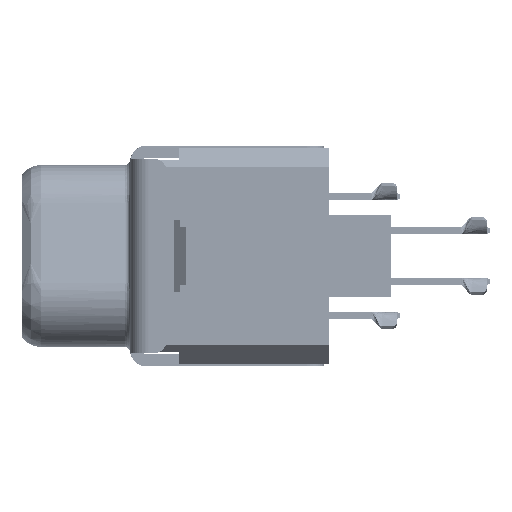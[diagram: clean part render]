
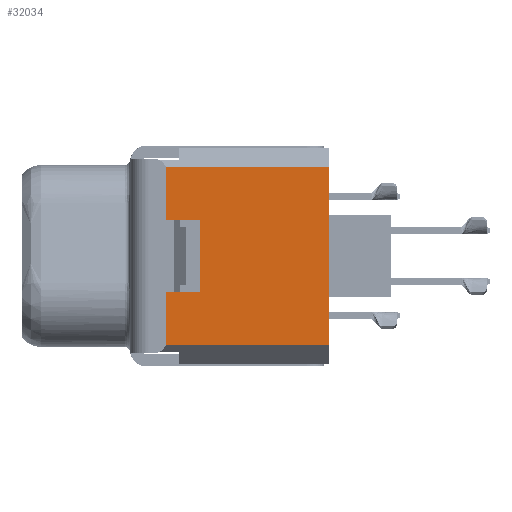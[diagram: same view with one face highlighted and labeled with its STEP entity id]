
A CAD part, left-side view. The second image highlights one B-rep face of the part: STEP entity #32034.
In plain terms, the highlighted planar face has unit normal (-1, 0, 0).
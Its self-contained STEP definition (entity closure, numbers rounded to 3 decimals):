
#31366=CARTESIAN_POINT('',(-10.475,-0.5,-1.5));
#31367=VERTEX_POINT('',#31366);
#31376=CARTESIAN_POINT('',(-10.475,-0.5,-3.65));
#31377=VERTEX_POINT('',#31376);
#31385=CARTESIAN_POINT('',(-10.475,-0.5,-3.65));
#31386=DIRECTION('',(0.,0.,1.));
#31387=VECTOR('',#31386,2.15);
#31388=LINE('',#31385,#31387);
#31389=EDGE_CURVE('',#31377,#31367,#31388,.T.);
#31399=CARTESIAN_POINT('',(-10.475,-2.4,-1.5));
#31400=VERTEX_POINT('',#31399);
#31441=CARTESIAN_POINT('',(-10.475,-0.5,-1.5));
#31442=DIRECTION('',(0.,-1.,0.));
#31443=VECTOR('',#31442,1.9);
#31444=LINE('',#31441,#31443);
#31445=EDGE_CURVE('',#31367,#31400,#31444,.T.);
#31497=CARTESIAN_POINT('',(-10.475,-2.4,1.5));
#31498=VERTEX_POINT('',#31497);
#31505=CARTESIAN_POINT('',(-10.475,-0.5,1.5));
#31506=VERTEX_POINT('',#31505);
#31507=CARTESIAN_POINT('',(-10.475,-2.4,1.5));
#31508=DIRECTION('',(0.,1.,0.));
#31509=VECTOR('',#31508,1.9);
#31510=LINE('',#31507,#31509);
#31511=EDGE_CURVE('',#31498,#31506,#31510,.T.);
#31537=CARTESIAN_POINT('',(-10.475,-0.5,3.65));
#31538=VERTEX_POINT('',#31537);
#31539=CARTESIAN_POINT('',(-10.475,-0.5,1.5));
#31540=DIRECTION('',(0.,0.,1.));
#31541=VECTOR('',#31540,2.15);
#31542=LINE('',#31539,#31541);
#31543=EDGE_CURVE('',#31506,#31538,#31542,.T.);
#31920=CARTESIAN_POINT('',(-10.475,-7.7,-3.65));
#31921=VERTEX_POINT('',#31920);
#31928=CARTESIAN_POINT('',(-10.475,-7.7,-3.65));
#31929=DIRECTION('',(0.,1.,0.));
#31930=VECTOR('',#31929,7.2);
#31931=LINE('',#31928,#31930);
#31932=EDGE_CURVE('',#31921,#31377,#31931,.T.);
#32002=CARTESIAN_POINT('',(-10.475,-4.221,0.));
#32003=DIRECTION('',(0.,1.,0.));
#32004=DIRECTION('',(-1.,0.,0.));
#32005=AXIS2_PLACEMENT_3D('',#32002,#32004,#32003);
#32006=PLANE('',#32005);
#32007=ORIENTED_EDGE('',*,*,#31389,.F.);
#32008=ORIENTED_EDGE('',*,*,#31932,.F.);
#32009=CARTESIAN_POINT('',(-10.475,-7.7,3.65));
#32010=VERTEX_POINT('',#32009);
#32011=CARTESIAN_POINT('',(-10.475,-7.7,-3.65));
#32012=DIRECTION('',(0.,0.,1.));
#32013=VECTOR('',#32012,7.3);
#32014=LINE('',#32011,#32013);
#32015=EDGE_CURVE('',#31921,#32010,#32014,.T.);
#32016=ORIENTED_EDGE('',*,*,#32015,.T.);
#32017=CARTESIAN_POINT('',(-10.475,-7.7,3.65));
#32018=DIRECTION('',(0.,1.,0.));
#32019=VECTOR('',#32018,7.2);
#32020=LINE('',#32017,#32019);
#32021=EDGE_CURVE('',#32010,#31538,#32020,.T.);
#32022=ORIENTED_EDGE('',*,*,#32021,.T.);
#32023=ORIENTED_EDGE('',*,*,#31543,.F.);
#32024=ORIENTED_EDGE('',*,*,#31511,.F.);
#32025=CARTESIAN_POINT('',(-10.475,-2.4,-1.5));
#32026=DIRECTION('',(0.,0.,1.));
#32027=VECTOR('',#32026,3.);
#32028=LINE('',#32025,#32027);
#32029=EDGE_CURVE('',#31400,#31498,#32028,.T.);
#32030=ORIENTED_EDGE('',*,*,#32029,.F.);
#32031=ORIENTED_EDGE('',*,*,#31445,.F.);
#32032=EDGE_LOOP('',(#32007,#32008,#32016,#32022,#32023,#32024,#32030,#32031));
#32033=FACE_OUTER_BOUND('',#32032,.T.);
#32034=ADVANCED_FACE('',(#32033),#32006,.T.);
